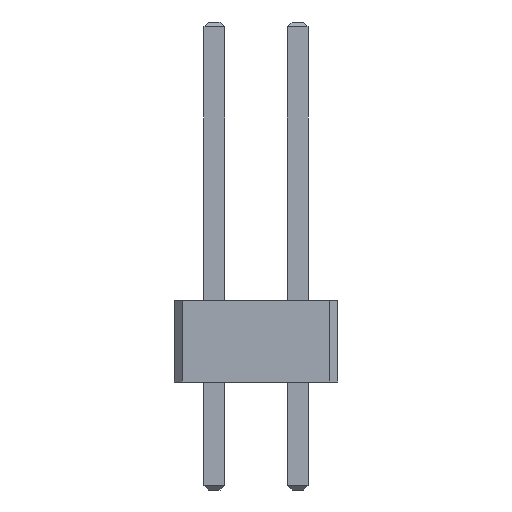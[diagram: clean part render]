
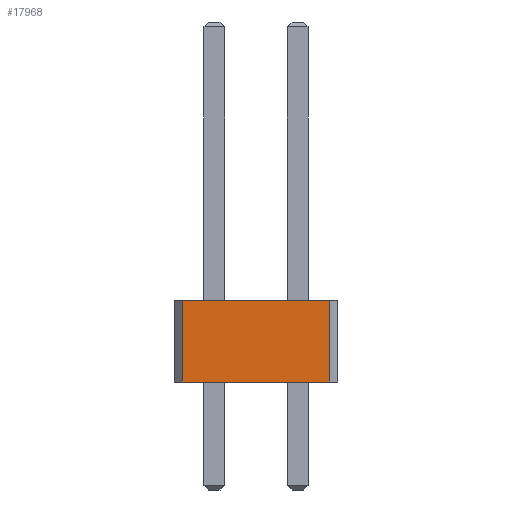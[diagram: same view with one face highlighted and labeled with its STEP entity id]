
A CAD part, front view. The second image highlights one B-rep face of the part: STEP entity #17968.
In plain terms, the highlighted planar face has unit normal (0, -1, 0).
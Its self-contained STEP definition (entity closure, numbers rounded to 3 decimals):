
#44 = PLANE('',#45);
#45 = AXIS2_PLACEMENT_3D('',#46,#47,#48);
#46 = CARTESIAN_POINT('',(-1.23,1.02,0.));
#47 = DIRECTION('',(0.,0.,-1.));
#48 = DIRECTION('',(0.,1.,0.));
#100 = PLANE('',#101);
#101 = AXIS2_PLACEMENT_3D('',#102,#103,#104);
#102 = CARTESIAN_POINT('',(-1.23,1.02,2.5));
#103 = DIRECTION('',(0.,0.,-1.));
#104 = DIRECTION('',(0.,1.,0.));
#1841 = VERTEX_POINT('',#1842);
#1842 = CARTESIAN_POINT('',(3.52,-49.53,0.));
#1856 = PLANE('',#1857);
#1857 = AXIS2_PLACEMENT_3D('',#1858,#1859,#1860);
#1858 = CARTESIAN_POINT('',(3.645,-49.405,0.));
#1859 = DIRECTION('',(0.707,-0.707,0.));
#1860 = DIRECTION('',(0.,0.,-1.));
#1868 = EDGE_CURVE('',#1869,#1841,#1871,.T.);
#1869 = VERTEX_POINT('',#1870);
#1870 = CARTESIAN_POINT('',(-0.98,-49.53,0.));
#1871 = SURFACE_CURVE('',#1872,(#1876,#1883),.PCURVE_S1.);
#1872 = LINE('',#1873,#1874);
#1873 = CARTESIAN_POINT('',(-1.23,-49.53,0.));
#1874 = VECTOR('',#1875,1.);
#1875 = DIRECTION('',(1.,0.,0.));
#1876 = PCURVE('',#44,#1877);
#1877 = DEFINITIONAL_REPRESENTATION('',(#1878),#1882);
#1878 = LINE('',#1879,#1880);
#1879 = CARTESIAN_POINT('',(-50.55,0.));
#1880 = VECTOR('',#1881,1.);
#1881 = DIRECTION('',(0.,1.));
#1882 = ( GEOMETRIC_REPRESENTATION_CONTEXT(2) 
PARAMETRIC_REPRESENTATION_CONTEXT() REPRESENTATION_CONTEXT('2D SPACE',''
  ) );
#1883 = PCURVE('',#1884,#1889);
#1884 = PLANE('',#1885);
#1885 = AXIS2_PLACEMENT_3D('',#1886,#1887,#1888);
#1886 = CARTESIAN_POINT('',(-1.23,-49.53,0.));
#1887 = DIRECTION('',(0.,1.,0.));
#1888 = DIRECTION('',(1.,0.,0.));
#1889 = DEFINITIONAL_REPRESENTATION('',(#1890),#1894);
#1890 = LINE('',#1891,#1892);
#1891 = CARTESIAN_POINT('',(0.,0.));
#1892 = VECTOR('',#1893,1.);
#1893 = DIRECTION('',(1.,0.));
#1894 = ( GEOMETRIC_REPRESENTATION_CONTEXT(2) 
PARAMETRIC_REPRESENTATION_CONTEXT() REPRESENTATION_CONTEXT('2D SPACE',''
  ) );
#1912 = PLANE('',#1913);
#1913 = AXIS2_PLACEMENT_3D('',#1914,#1915,#1916);
#1914 = CARTESIAN_POINT('',(-1.105,-49.405,0.));
#1915 = DIRECTION('',(-0.707,-0.707,0.));
#1916 = DIRECTION('',(0.,0.,-1.));
#9220 = VERTEX_POINT('',#9221);
#9221 = CARTESIAN_POINT('',(3.52,-49.53,2.5));
#9242 = EDGE_CURVE('',#9243,#9220,#9245,.T.);
#9243 = VERTEX_POINT('',#9244);
#9244 = CARTESIAN_POINT('',(-0.98,-49.53,2.5));
#9245 = SURFACE_CURVE('',#9246,(#9250,#9257),.PCURVE_S1.);
#9246 = LINE('',#9247,#9248);
#9247 = CARTESIAN_POINT('',(-1.23,-49.53,2.5));
#9248 = VECTOR('',#9249,1.);
#9249 = DIRECTION('',(1.,0.,0.));
#9250 = PCURVE('',#100,#9251);
#9251 = DEFINITIONAL_REPRESENTATION('',(#9252),#9256);
#9252 = LINE('',#9253,#9254);
#9253 = CARTESIAN_POINT('',(-50.55,0.));
#9254 = VECTOR('',#9255,1.);
#9255 = DIRECTION('',(0.,1.));
#9256 = ( GEOMETRIC_REPRESENTATION_CONTEXT(2) 
PARAMETRIC_REPRESENTATION_CONTEXT() REPRESENTATION_CONTEXT('2D SPACE',''
  ) );
#9257 = PCURVE('',#1884,#9258);
#9258 = DEFINITIONAL_REPRESENTATION('',(#9259),#9263);
#9259 = LINE('',#9260,#9261);
#9260 = CARTESIAN_POINT('',(0.,-2.5));
#9261 = VECTOR('',#9262,1.);
#9262 = DIRECTION('',(1.,0.));
#9263 = ( GEOMETRIC_REPRESENTATION_CONTEXT(2) 
PARAMETRIC_REPRESENTATION_CONTEXT() REPRESENTATION_CONTEXT('2D SPACE',''
  ) );
#17948 = EDGE_CURVE('',#1869,#9243,#17949,.T.);
#17949 = SURFACE_CURVE('',#17950,(#17954,#17961),.PCURVE_S1.);
#17950 = LINE('',#17951,#17952);
#17951 = CARTESIAN_POINT('',(-0.98,-49.53,0.));
#17952 = VECTOR('',#17953,1.);
#17953 = DIRECTION('',(0.,0.,1.));
#17954 = PCURVE('',#1912,#17955);
#17955 = DEFINITIONAL_REPRESENTATION('',(#17956),#17960);
#17956 = LINE('',#17957,#17958);
#17957 = CARTESIAN_POINT('',(0.,0.177));
#17958 = VECTOR('',#17959,1.);
#17959 = DIRECTION('',(-1.,0.));
#17960 = ( GEOMETRIC_REPRESENTATION_CONTEXT(2) 
PARAMETRIC_REPRESENTATION_CONTEXT() REPRESENTATION_CONTEXT('2D SPACE',''
  ) );
#17961 = PCURVE('',#1884,#17962);
#17962 = DEFINITIONAL_REPRESENTATION('',(#17963),#17967);
#17963 = LINE('',#17964,#17965);
#17964 = CARTESIAN_POINT('',(0.25,0.));
#17965 = VECTOR('',#17966,1.);
#17966 = DIRECTION('',(0.,-1.));
#17967 = ( GEOMETRIC_REPRESENTATION_CONTEXT(2) 
PARAMETRIC_REPRESENTATION_CONTEXT() REPRESENTATION_CONTEXT('2D SPACE',''
  ) );
#17968 = ADVANCED_FACE('',(#17969),#1884,.F.);
#17969 = FACE_BOUND('',#17970,.F.);
#17970 = EDGE_LOOP('',(#17971,#17972,#17973,#17974));
#17971 = ORIENTED_EDGE('',*,*,#1868,.F.);
#17972 = ORIENTED_EDGE('',*,*,#17948,.T.);
#17973 = ORIENTED_EDGE('',*,*,#9242,.T.);
#17974 = ORIENTED_EDGE('',*,*,#17975,.F.);
#17975 = EDGE_CURVE('',#1841,#9220,#17976,.T.);
#17976 = SURFACE_CURVE('',#17977,(#17981,#17988),.PCURVE_S1.);
#17977 = LINE('',#17978,#17979);
#17978 = CARTESIAN_POINT('',(3.52,-49.53,0.));
#17979 = VECTOR('',#17980,1.);
#17980 = DIRECTION('',(0.,0.,1.));
#17981 = PCURVE('',#1884,#17982);
#17982 = DEFINITIONAL_REPRESENTATION('',(#17983),#17987);
#17983 = LINE('',#17984,#17985);
#17984 = CARTESIAN_POINT('',(4.75,0.));
#17985 = VECTOR('',#17986,1.);
#17986 = DIRECTION('',(0.,-1.));
#17987 = ( GEOMETRIC_REPRESENTATION_CONTEXT(2) 
PARAMETRIC_REPRESENTATION_CONTEXT() REPRESENTATION_CONTEXT('2D SPACE',''
  ) );
#17988 = PCURVE('',#1856,#17989);
#17989 = DEFINITIONAL_REPRESENTATION('',(#17990),#17994);
#17990 = LINE('',#17991,#17992);
#17991 = CARTESIAN_POINT('',(0.,-0.177));
#17992 = VECTOR('',#17993,1.);
#17993 = DIRECTION('',(-1.,0.));
#17994 = ( GEOMETRIC_REPRESENTATION_CONTEXT(2) 
PARAMETRIC_REPRESENTATION_CONTEXT() REPRESENTATION_CONTEXT('2D SPACE',''
  ) );
